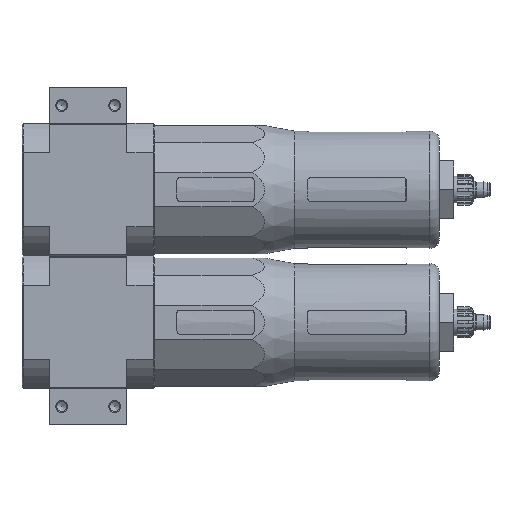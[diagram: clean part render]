
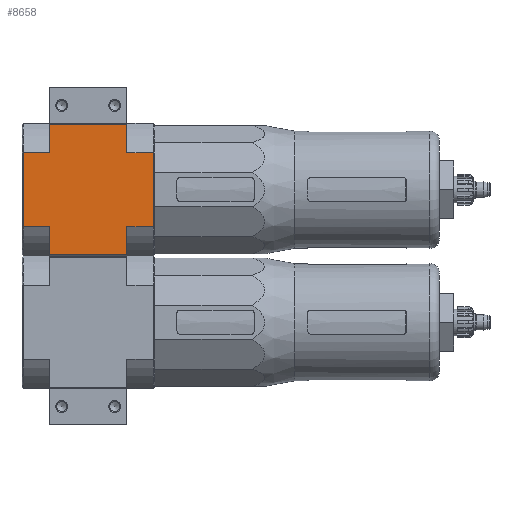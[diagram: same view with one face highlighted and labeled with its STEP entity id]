
A CAD part, left-side view. The second image highlights one B-rep face of the part: STEP entity #8658.
In plain terms, the highlighted face is planar.
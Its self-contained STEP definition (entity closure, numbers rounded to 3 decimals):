
#2093=ORIENTED_EDGE('',*,*,#3982,.T.);
#2094=ORIENTED_EDGE('',*,*,#3979,.F.);
#2095=ORIENTED_EDGE('',*,*,#3999,.T.);
#2096=ORIENTED_EDGE('',*,*,#3977,.F.);
#2097=ORIENTED_EDGE('',*,*,#3972,.T.);
#2098=ORIENTED_EDGE('',*,*,#3969,.F.);
#2099=ORIENTED_EDGE('',*,*,#3967,.F.);
#2100=ORIENTED_EDGE('',*,*,#3964,.T.);
#2101=ORIENTED_EDGE('',*,*,#3962,.F.);
#2102=ORIENTED_EDGE('',*,*,#3960,.T.);
#2103=ORIENTED_EDGE('',*,*,#3958,.F.);
#2104=ORIENTED_EDGE('',*,*,#3956,.T.);
#3956=EDGE_CURVE('',#5021,#5023,#5759,.T.);
#3958=EDGE_CURVE('',#5021,#5025,#5761,.T.);
#3960=EDGE_CURVE('',#4984,#5025,#5762,.T.);
#3962=EDGE_CURVE('',#4984,#4990,#5764,.T.);
#3964=EDGE_CURVE('',#5027,#4990,#5766,.F.);
#3967=EDGE_CURVE('',#5027,#5029,#5768,.T.);
#3969=EDGE_CURVE('',#5029,#5030,#5770,.T.);
#3972=EDGE_CURVE('',#5032,#5030,#5773,.T.);
#3977=EDGE_CURVE('',#5032,#5034,#5776,.F.);
#3979=EDGE_CURVE('',#5037,#5038,#5777,.T.);
#3982=EDGE_CURVE('',#5023,#5038,#5779,.T.);
#3999=EDGE_CURVE('',#5037,#5034,#5784,.T.);
#4984=VERTEX_POINT('',#16065);
#4990=VERTEX_POINT('',#16091);
#5021=VERTEX_POINT('',#16189);
#5023=VERTEX_POINT('',#16193);
#5025=VERTEX_POINT('',#16199);
#5027=VERTEX_POINT('',#16210);
#5029=VERTEX_POINT('',#16216);
#5030=VERTEX_POINT('',#16220);
#5032=VERTEX_POINT('',#16226);
#5034=VERTEX_POINT('',#16232);
#5037=VERTEX_POINT('',#16239);
#5038=VERTEX_POINT('',#16241);
#5759=LINE('',#16194,#6364);
#5761=LINE('',#16198,#6366);
#5762=LINE('',#16202,#6367);
#5764=LINE('',#16205,#6369);
#5766=LINE('',#16209,#6371);
#5768=LINE('',#16215,#6373);
#5770=LINE('',#16219,#6375);
#5773=LINE('',#16225,#6378);
#5776=LINE('',#16235,#6381);
#5777=LINE('',#16240,#6382);
#5779=LINE('',#16246,#6384);
#5784=LINE('',#16303,#6389);
#6364=VECTOR('',#13303,1000.);
#6366=VECTOR('',#13307,1000.);
#6367=VECTOR('',#13312,1000.);
#6369=VECTOR('',#13316,1000.);
#6371=VECTOR('',#13320,1000.);
#6373=VECTOR('',#13326,1000.);
#6375=VECTOR('',#13330,1000.);
#6378=VECTOR('',#13335,1000.);
#6381=VECTOR('',#13344,1000.);
#6382=VECTOR('',#13349,1000.);
#6384=VECTOR('',#13355,1000.);
#6389=VECTOR('',#13384,1000.);
#7033=EDGE_LOOP('',(#2093,#2094,#2095,#2096,#2097,#2098,#2099,#2100,#2101,
#2102,#2103,#2104));
#7753=FACE_BOUND('',#7033,.T.);
#8252=PLANE('',#11677);
#8658=ADVANCED_FACE('',(#7753),#8252,.F.);
#11677=AXIS2_PLACEMENT_3D('',#16302,#13382,#13383);
#13303=DIRECTION('',(0.,-1.,0.));
#13307=DIRECTION('',(-1.,0.,0.));
#13312=DIRECTION('',(0.,-1.,0.));
#13316=DIRECTION('',(-1.,0.,0.));
#13320=DIRECTION('',(0.,-1.,0.));
#13326=DIRECTION('',(-1.,0.,0.));
#13330=DIRECTION('',(0.,-1.,0.));
#13335=DIRECTION('',(-1.,0.,0.));
#13344=DIRECTION('',(0.,1.,0.));
#13349=DIRECTION('',(0.,1.,0.));
#13355=DIRECTION('',(-1.,0.,0.));
#13382=DIRECTION('',(0.,0.,1.));
#13383=DIRECTION('',(1.,0.,0.));
#13384=DIRECTION('',(-1.,0.,0.));
#16065=CARTESIAN_POINT('',(15.362,27.,-27.5));
#16091=CARTESIAN_POINT('',(-15.362,27.,-27.5));
#16189=CARTESIAN_POINT('',(27.,16.,-27.5));
#16193=CARTESIAN_POINT('',(27.,-16.,-27.5));
#16194=CARTESIAN_POINT('',(27.,27.5,-27.5));
#16198=CARTESIAN_POINT('',(27.,16.,-27.5));
#16199=CARTESIAN_POINT('',(15.362,16.,-27.5));
#16202=CARTESIAN_POINT('',(15.362,36.,-27.5));
#16205=CARTESIAN_POINT('',(20.,27.,-27.5));
#16209=CARTESIAN_POINT('',(-15.362,36.,-27.5));
#16210=CARTESIAN_POINT('',(-15.362,16.,-27.5));
#16215=CARTESIAN_POINT('',(27.,16.,-27.5));
#16216=CARTESIAN_POINT('',(-27.,16.,-27.5));
#16219=CARTESIAN_POINT('',(-27.,27.5,-27.5));
#16220=CARTESIAN_POINT('',(-27.,-16.,-27.5));
#16225=CARTESIAN_POINT('',(27.,-16.,-27.5));
#16226=CARTESIAN_POINT('',(-15.362,-16.,-27.5));
#16232=CARTESIAN_POINT('',(-15.362,-27.,-27.5));
#16235=CARTESIAN_POINT('',(-15.362,-36.,-27.5));
#16239=CARTESIAN_POINT('',(15.362,-27.,-27.5));
#16240=CARTESIAN_POINT('',(15.362,-36.,-27.5));
#16241=CARTESIAN_POINT('',(15.362,-16.,-27.5));
#16246=CARTESIAN_POINT('',(27.,-16.,-27.5));
#16302=CARTESIAN_POINT('',(27.,27.5,-27.5));
#16303=CARTESIAN_POINT('',(20.,-27.,-27.5));
